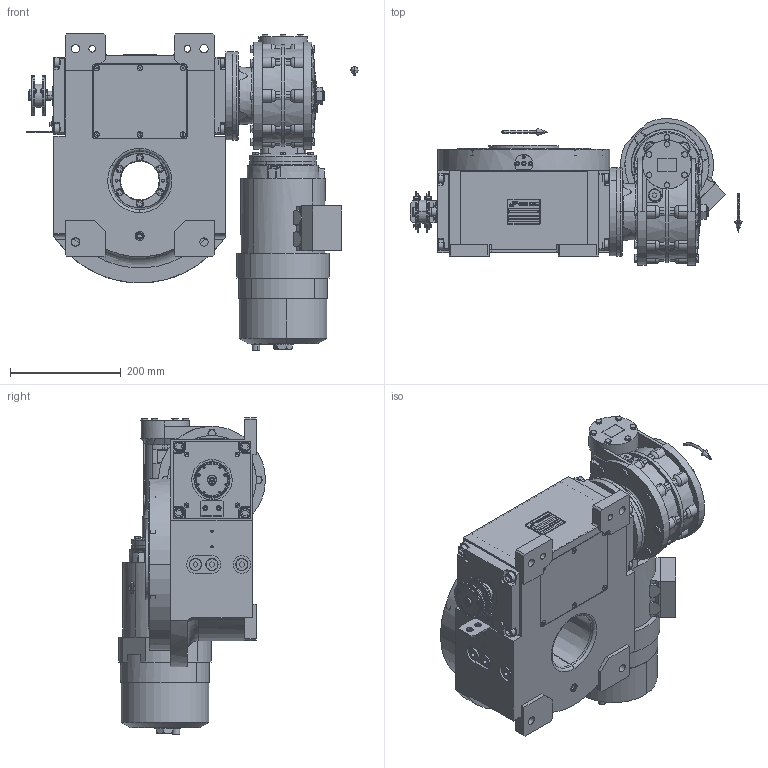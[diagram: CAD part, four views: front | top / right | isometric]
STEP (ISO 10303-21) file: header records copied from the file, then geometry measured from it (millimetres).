
FILE_DESCRIPTION (( 'STEP AP203' ), '1' );
FILE_NAME ('PC5200618.step', '2024-09-13T15:31:08', ( '' ), ( '' ), 'SwSTEP 2.0', 'SolidWorks 2020', '' );
FILE_SCHEMA (( 'CONFIG_CONTROL_DESIGN' ));
Length unit declared in the file: millimetre
Products named in the file (93): cfn2000_01_081; rig09_010_s_001; cfn2000_01_126; freccia_angolare; CFN2010_01_020.stp; CFN2203_02_002.stp; cfn2476_01_002_60x46; cfn2205_01_015; AS_rig09_017; olio_agip_blasia_150; cfn2000_01_099; freccia_angolare_albero; rig09_004; 900_00_00_005; 900_38_30_003; rig09_001_a; CFN2000_01_185.stp; cfn2000_01_184; CFN2104_02_018.stp; cfn2115_02_194; rig09_017; cfn2115_02_058; cfn2155_01_196; AS_900_00_00_005; BA80B14; cfn2000_01_161; cfn2003_01_054; RMI85_F3_LCB_DX_80B14; 900_38_10_028; cfn2077_01_036; AS_cfn2476_01_002_60x46; cfn2276_01_056; rig09_003_8; cfn2104_01_018; AS_900_38_30_003; CFN2223_02_004.stp; AS_900_38_10_028; AS_rig09_002_bl_003; CFN2155_01_195.stp; AS_rig09_071_8_m ...
Assembly tree (83 placements, depth 5):
  CFN2010_01_020.stp
  CFN2203_02_002.stp
  cfn2205_01_015
  olio_agip_blasia_150
  cfn2077_01_036
Bounding box: 599.5 x 265.19 x 571.38 mm (x, y, z)
Volume: 15262113.8 mm3; surface area: 1804739.3 mm2
Topology: 72 solids, 72 shells, 3748 faces, 9319 edges, 5954 vertices
Faces by surface type: plane 1809, cylinder 1136, cone 552, torus 212, bspline 35, sphere 4
Entity records: 136565 total; most frequent: CARTESIAN_POINT 38910, DIRECTION 18403, ORIENTED_EDGE 18182, EDGE_CURVE 9091, AXIS2_PLACEMENT_3D 6718, VERTEX_POINT 5857, LINE 4967, VECTOR 4967
